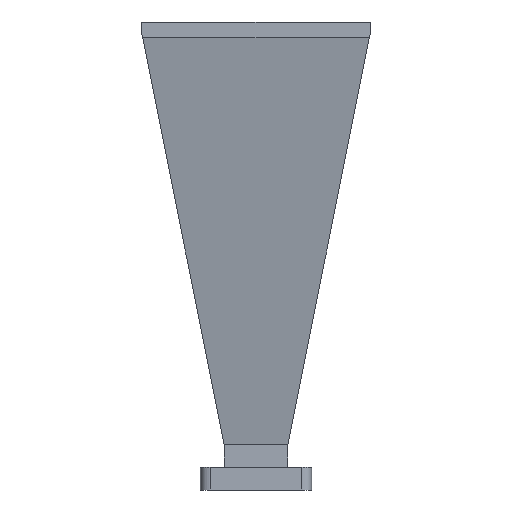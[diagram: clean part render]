
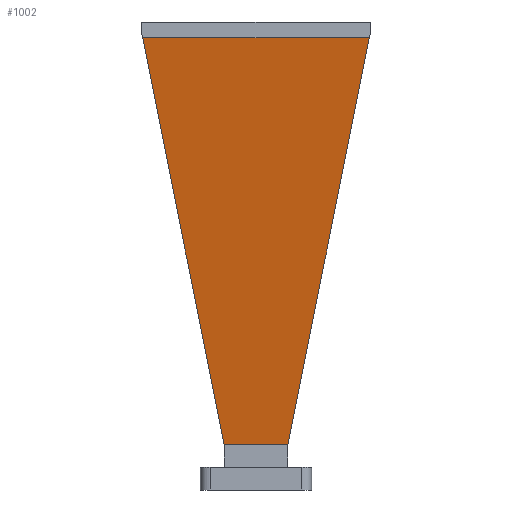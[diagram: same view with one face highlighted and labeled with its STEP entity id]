
A CAD part, left-side view. The second image highlights one B-rep face of the part: STEP entity #1002.
In plain terms, the highlighted planar face has unit normal (-0.987, 0, -0.159).
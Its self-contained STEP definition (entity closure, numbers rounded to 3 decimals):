
#32 = CARTESIAN_POINT ( 'NONE',  ( -4.159, 6.326, 49.84 ) ) ;
#48 = VECTOR ( 'NONE', #245, 1000. ) ;
#72 = DIRECTION ( 'NONE',  ( -0.987, 0., -0.159 ) ) ;
#99 = LINE ( 'NONE', #124, #173 ) ;
#124 = CARTESIAN_POINT ( 'NONE',  ( -17.192, 0., 130.668 ) ) ;
#130 = DIRECTION ( 'NONE',  ( -0.159, 0., 0.987 ) ) ;
#139 = VERTEX_POINT ( 'NONE', #555 ) ;
#144 = CARTESIAN_POINT ( 'NONE',  ( -17.192, 22.533, 130.668 ) ) ;
#173 = VECTOR ( 'NONE', #1161, 1000. ) ;
#245 = DIRECTION ( 'NONE',  ( 0.156, -0.194, -0.968 ) ) ;
#250 = CARTESIAN_POINT ( 'NONE',  ( -4.159, 0., 49.84 ) ) ;
#261 = VECTOR ( 'NONE', #1000, 1000. ) ;
#326 = CARTESIAN_POINT ( 'NONE',  ( -17.192, 22.533, 130.668 ) ) ;
#375 = AXIS2_PLACEMENT_3D ( 'NONE', #1015, #72, #130 ) ;
#425 = VERTEX_POINT ( 'NONE', #326 ) ;
#431 = ORIENTED_EDGE ( 'NONE', *, *, #1318, .T. ) ;
#505 = CARTESIAN_POINT ( 'NONE',  ( -17.192, -22.533, 130.668 ) ) ;
#509 = EDGE_LOOP ( 'NONE', ( #1334, #960, #1249, #431 ) ) ;
#555 = CARTESIAN_POINT ( 'NONE',  ( -4.159, -6.326, 49.84 ) ) ;
#580 = EDGE_CURVE ( 'NONE', #628, #139, #1203, .T. ) ;
#586 = PLANE ( 'NONE',  #375 ) ;
#628 = VERTEX_POINT ( 'NONE', #32 ) ;
#667 = FACE_OUTER_BOUND ( 'NONE', #509, .T. ) ;
#860 = EDGE_CURVE ( 'NONE', #1147, #425, #99, .T. ) ;
#929 = EDGE_CURVE ( 'NONE', #139, #1147, #1032, .T. ) ;
#930 = CARTESIAN_POINT ( 'NONE',  ( -4.159, -6.326, 49.84 ) ) ;
#943 = VECTOR ( 'NONE', #1362, 1000. ) ;
#960 = ORIENTED_EDGE ( 'NONE', *, *, #929, .T. ) ;
#1000 = DIRECTION ( 'NONE',  ( 0., -1., 0. ) ) ;
#1002 = ADVANCED_FACE ( 'NONE', ( #667 ), #586, .T. ) ;
#1015 = CARTESIAN_POINT ( 'NONE',  ( -10.887, 0., 91.566 ) ) ;
#1032 = LINE ( 'NONE', #930, #943 ) ;
#1147 = VERTEX_POINT ( 'NONE', #505 ) ;
#1161 = DIRECTION ( 'NONE',  ( 0., 1., 0. ) ) ;
#1203 = LINE ( 'NONE', #250, #261 ) ;
#1249 = ORIENTED_EDGE ( 'NONE', *, *, #860, .T. ) ;
#1318 = EDGE_CURVE ( 'NONE', #425, #628, #1327, .T. ) ;
#1327 = LINE ( 'NONE', #144, #48 ) ;
#1334 = ORIENTED_EDGE ( 'NONE', *, *, #580, .T. ) ;
#1362 = DIRECTION ( 'NONE',  ( -0.156, -0.194, 0.968 ) ) ;
